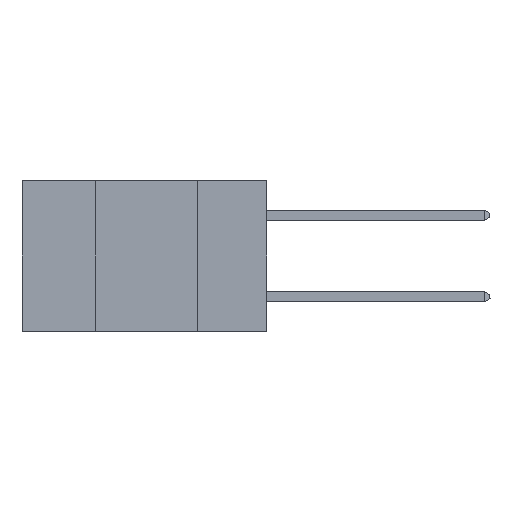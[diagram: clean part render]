
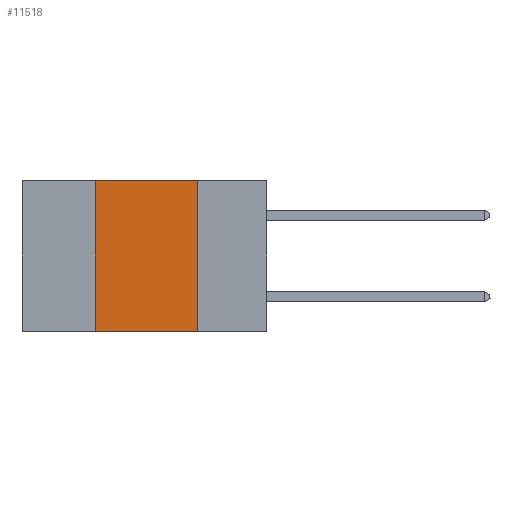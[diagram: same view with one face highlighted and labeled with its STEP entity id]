
A CAD part, left-side view. The second image highlights one B-rep face of the part: STEP entity #11518.
In plain terms, the highlighted planar face has unit normal (-1, 0, 0).
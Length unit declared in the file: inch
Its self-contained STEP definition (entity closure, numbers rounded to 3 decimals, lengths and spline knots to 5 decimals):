
#1198 = AXIS2_PLACEMENT_3D ( 'NONE', #8401, #13713, #5745 ) ;
#1985 = VECTOR ( 'NONE', #8595, 39.37008 ) ;
#2709 = ORIENTED_EDGE ( 'NONE', *, *, #7535, .F. ) ;
#3340 = CARTESIAN_POINT ( 'NONE',  ( 0., 0.17, -0.37 ) ) ;
#3494 = VECTOR ( 'NONE', #4537, 39.37008 ) ;
#4332 = PLANE ( 'NONE',  #1198 ) ;
#4497 = VECTOR ( 'NONE', #6093, 39.37008 ) ;
#4537 = DIRECTION ( 'NONE',  ( 0., 0., 1. ) ) ;
#4679 = CARTESIAN_POINT ( 'NONE',  ( 0., 0.6, 0. ) ) ;
#5368 = EDGE_CURVE ( 'NONE', #13229, #15959, #5723, .T. ) ;
#5397 = CARTESIAN_POINT ( 'NONE',  ( 0., 0.17, 0. ) ) ;
#5723 = LINE ( 'NONE', #11182, #1985 ) ;
#5745 = DIRECTION ( 'NONE',  ( 0., 0., -1. ) ) ;
#5773 = VERTEX_POINT ( 'NONE', #5397 ) ;
#5777 = EDGE_LOOP ( 'NONE', ( #12630, #16550, #2709, #10771 ) ) ;
#5985 = LINE ( 'NONE', #7122, #8705 ) ;
#6093 = DIRECTION ( 'NONE',  ( 0., -1., 0. ) ) ;
#7122 = CARTESIAN_POINT ( 'NONE',  ( 0., 0.17, 0. ) ) ;
#7161 = LINE ( 'NONE', #9161, #3494 ) ;
#7535 = EDGE_CURVE ( 'NONE', #13229, #16649, #7161, .T. ) ;
#7981 = EDGE_CURVE ( 'NONE', #16649, #5773, #8555, .T. ) ;
#8401 = CARTESIAN_POINT ( 'NONE',  ( 0., 0.6, 0. ) ) ;
#8555 = LINE ( 'NONE', #4679, #4497 ) ;
#8595 = DIRECTION ( 'NONE',  ( 0., -1., 0. ) ) ;
#8705 = VECTOR ( 'NONE', #15048, 39.37008 ) ;
#9161 = CARTESIAN_POINT ( 'NONE',  ( 0., 0.42, 0. ) ) ;
#9201 = CARTESIAN_POINT ( 'NONE',  ( 0., 0.42, 0. ) ) ;
#10506 = FACE_OUTER_BOUND ( 'NONE', #5777, .T. ) ;
#10771 = ORIENTED_EDGE ( 'NONE', *, *, #5368, .T. ) ;
#11182 = CARTESIAN_POINT ( 'NONE',  ( 0., 0.6, -0.37 ) ) ;
#11518 = ADVANCED_FACE ( 'NONE', ( #10506 ), #4332, .F. ) ;
#12630 = ORIENTED_EDGE ( 'NONE', *, *, #15180, .F. ) ;
#13229 = VERTEX_POINT ( 'NONE', #15840 ) ;
#13713 = DIRECTION ( 'NONE',  ( 1., 0., 0. ) ) ;
#15048 = DIRECTION ( 'NONE',  ( 0., 0., -1. ) ) ;
#15180 = EDGE_CURVE ( 'NONE', #5773, #15959, #5985, .T. ) ;
#15840 = CARTESIAN_POINT ( 'NONE',  ( 0., 0.42, -0.37 ) ) ;
#15959 = VERTEX_POINT ( 'NONE', #3340 ) ;
#16550 = ORIENTED_EDGE ( 'NONE', *, *, #7981, .F. ) ;
#16649 = VERTEX_POINT ( 'NONE', #9201 ) ;
